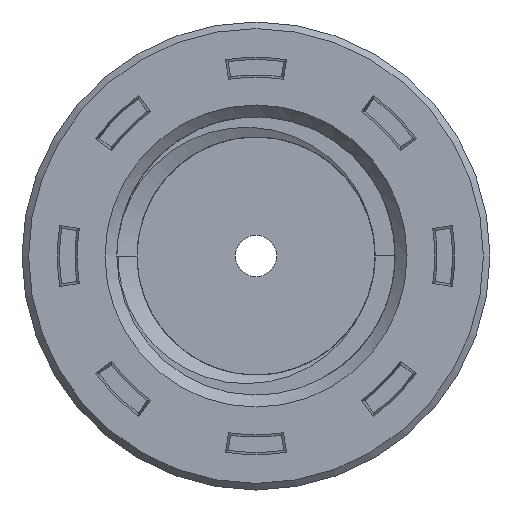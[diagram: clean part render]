
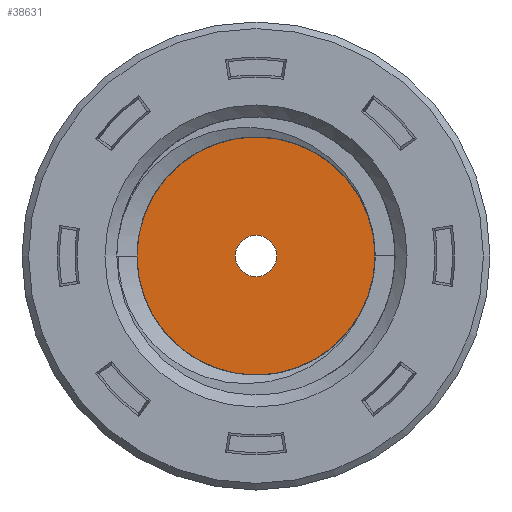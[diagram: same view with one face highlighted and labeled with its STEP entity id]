
A CAD part, front view. The second image highlights one B-rep face of the part: STEP entity #38631.
In plain terms, the highlighted planar face has unit normal (0, -1, 0).
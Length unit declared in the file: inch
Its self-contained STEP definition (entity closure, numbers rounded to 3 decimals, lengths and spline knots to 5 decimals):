
#38600=CARTESIAN_POINT('',(-0.0625,0.,0.0));
#38601=VERTEX_POINT('',#38600);
#38602=CARTESIAN_POINT('',(0.,0.,0.0));
#38603=DIRECTION('',(0.0,1.0,0.0));
#38604=DIRECTION('',(-1.0,0.0,0.0));
#38605=AXIS2_PLACEMENT_3D('',#38602,#38603,#38604);
#38606=CIRCLE('',#38605,0.0625);
#38607=EDGE_CURVE('',#38601,#38601,#38606,.T.);
#38612=CARTESIAN_POINT('',(-0.25,0.,0.0));
#38613=DIRECTION('',(0.0,-1.0,0.0));
#38614=DIRECTION('',(0.0,0.0,-1.0));
#38615=AXIS2_PLACEMENT_3D('',#38612,#38613,#38614);
#38616=PLANE('',#38615);
#38617=CARTESIAN_POINT('',(-0.5,0.,0.0));
#38618=VERTEX_POINT('',#38617);
#38619=CARTESIAN_POINT('',(0.,0.,0.0));
#38620=DIRECTION('',(0.0,1.0,0.0));
#38621=DIRECTION('',(-1.0,0.0,0.0));
#38622=AXIS2_PLACEMENT_3D('',#38619,#38620,#38621);
#38623=CIRCLE('',#38622,0.5);
#38624=EDGE_CURVE('',#38618,#38618,#38623,.T.);
#38625=ORIENTED_EDGE('',*,*,#38624,.F.);
#38626=EDGE_LOOP('',(#38625));
#38627=FACE_OUTER_BOUND('',#38626,.T.);
#38628=ORIENTED_EDGE('',*,*,#38607,.T.);
#38629=EDGE_LOOP('',(#38628));
#38630=FACE_BOUND('',#38629,.T.);
#38631=ADVANCED_FACE('',(#38627,#38630),#38616,.T.);
